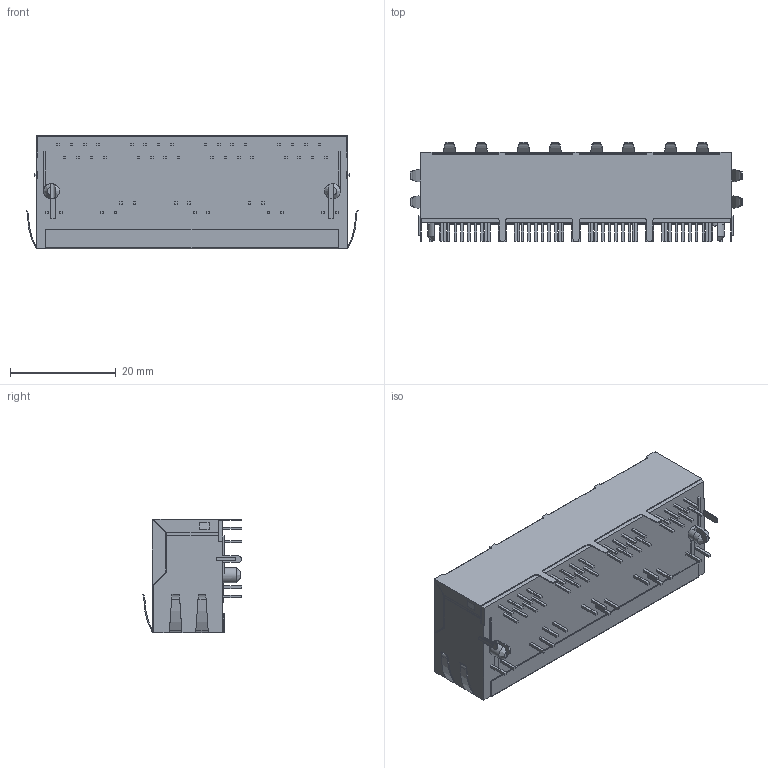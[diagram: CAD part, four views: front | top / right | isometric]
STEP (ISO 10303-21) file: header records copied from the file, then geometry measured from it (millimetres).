
FILE_DESCRIPTION((''),'2;1');
FILE_NAME('64F-05','2018-07-19T',('yfdg'),(''),'PRO/ENGINEER BY PARAMETRIC TECHNOLOGY CORPORATION, 2010480','PRO/ENGINEER BY PARAMETRIC TECHNOLOGY CORPORATION, 2010480','');
FILE_SCHEMA(('CONFIG_CONTROL_DESIGN'));
Length unit declared in the file: millimetre
Products named in the file (1): 64F-05
Bounding box: 62.92 x 18.8 x 21.5 mm (x, y, z)
Volume: 12811.8 mm3; surface area: 7864.3 mm2
Topology: 1 solids, 1 shells, 594 faces, 1525 edges, 999 vertices
Faces by surface type: plane 498, cylinder 92, bspline 4
Entity records: 17931 total; most frequent: CARTESIAN_POINT 3579, ORIENTED_EDGE 3050, DIRECTION 2689, EDGE_CURVE 1525, VECTOR 1331, LINE 1331, VERTEX_POINT 999, AXIS2_PLACEMENT_3D 679
